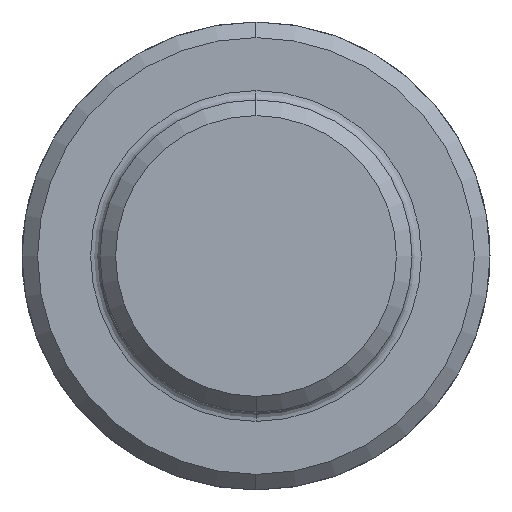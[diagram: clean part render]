
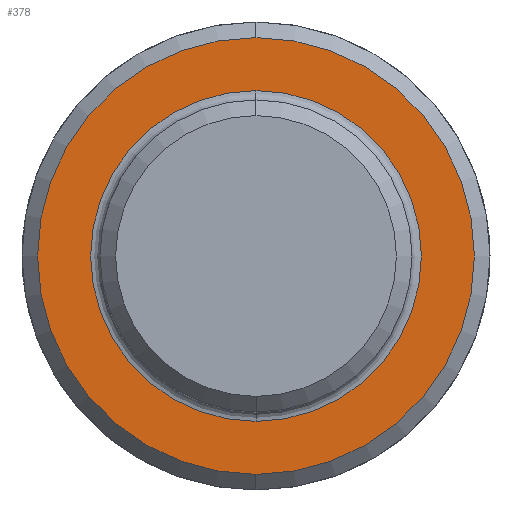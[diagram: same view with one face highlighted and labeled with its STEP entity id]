
A CAD part, left-side view. The second image highlights one B-rep face of the part: STEP entity #378.
In plain terms, the highlighted planar face has unit normal (-1, 0, 0).
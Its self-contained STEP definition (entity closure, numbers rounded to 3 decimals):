
#47 = CARTESIAN_POINT ( 'NONE',  ( 12., 0., 0. ) ) ;
#93 = CIRCLE ( 'NONE', #149, 5.3 ) ;
#125 = CARTESIAN_POINT ( 'NONE',  ( 12., -7.191, 7. ) ) ;
#149 = AXIS2_PLACEMENT_3D ( 'NONE', #635, #457, #818 ) ;
#198 = DIRECTION ( 'NONE',  ( 1., 0., 0. ) ) ;
#219 = CARTESIAN_POINT ( 'NONE',  ( 12., 0., 0. ) ) ;
#256 = CARTESIAN_POINT ( 'NONE',  ( 12., 0., 0. ) ) ;
#307 = CIRCLE ( 'NONE', #702, 7. ) ;
#333 = VERTEX_POINT ( 'NONE', #846 ) ;
#347 = DIRECTION ( 'NONE',  ( 0., 0., 1. ) ) ;
#378 = ADVANCED_FACE ( 'NONE', ( #477, #936 ), #638, .T. ) ;
#385 = DIRECTION ( 'NONE',  ( 0., 1., 0. ) ) ;
#402 = CARTESIAN_POINT ( 'NONE',  ( 12., 0., -5.3 ) ) ;
#457 = DIRECTION ( 'NONE',  ( 1., 0., 0. ) ) ;
#477 = FACE_OUTER_BOUND ( 'NONE', #1139, .T. ) ;
#503 = EDGE_LOOP ( 'NONE', ( #589, #679 ) ) ;
#506 = AXIS2_PLACEMENT_3D ( 'NONE', #256, #1164, #347 ) ;
#589 = ORIENTED_EDGE ( 'NONE', *, *, #1137, .T. ) ;
#635 = CARTESIAN_POINT ( 'NONE',  ( 12., 0., 0. ) ) ;
#638 = PLANE ( 'NONE',  #1026 ) ;
#654 = ORIENTED_EDGE ( 'NONE', *, *, #1032, .F. ) ;
#662 = DIRECTION ( 'NONE',  ( 0., 0., -1. ) ) ;
#663 = AXIS2_PLACEMENT_3D ( 'NONE', #219, #198, #662 ) ;
#679 = ORIENTED_EDGE ( 'NONE', *, *, #851, .T. ) ;
#702 = AXIS2_PLACEMENT_3D ( 'NONE', #47, #772, #760 ) ;
#720 = ORIENTED_EDGE ( 'NONE', *, *, #985, .F. ) ;
#751 = CARTESIAN_POINT ( 'NONE',  ( 12., 0., 5.3 ) ) ;
#754 = VERTEX_POINT ( 'NONE', #751 ) ;
#760 = DIRECTION ( 'NONE',  ( 0., 0., -1. ) ) ;
#772 = DIRECTION ( 'NONE',  ( 1., 0., 0. ) ) ;
#818 = DIRECTION ( 'NONE',  ( 0., 0., 1. ) ) ;
#842 = VERTEX_POINT ( 'NONE', #1017 ) ;
#846 = CARTESIAN_POINT ( 'NONE',  ( 12., 0., 7. ) ) ;
#851 = EDGE_CURVE ( 'NONE', #946, #754, #93, .T. ) ;
#880 = CIRCLE ( 'NONE', #663, 7. ) ;
#936 = FACE_BOUND ( 'NONE', #503, .T. ) ;
#946 = VERTEX_POINT ( 'NONE', #402 ) ;
#985 = EDGE_CURVE ( 'NONE', #333, #842, #307, .T. ) ;
#1013 = CIRCLE ( 'NONE', #506, 5.3 ) ;
#1014 = DIRECTION ( 'NONE',  ( -1., 0., 0. ) ) ;
#1017 = CARTESIAN_POINT ( 'NONE',  ( 12., 0., -7. ) ) ;
#1026 = AXIS2_PLACEMENT_3D ( 'NONE', #125, #1014, #385 ) ;
#1032 = EDGE_CURVE ( 'NONE', #842, #333, #880, .T. ) ;
#1137 = EDGE_CURVE ( 'NONE', #754, #946, #1013, .T. ) ;
#1139 = EDGE_LOOP ( 'NONE', ( #720, #654 ) ) ;
#1164 = DIRECTION ( 'NONE',  ( 1., 0., 0. ) ) ;
